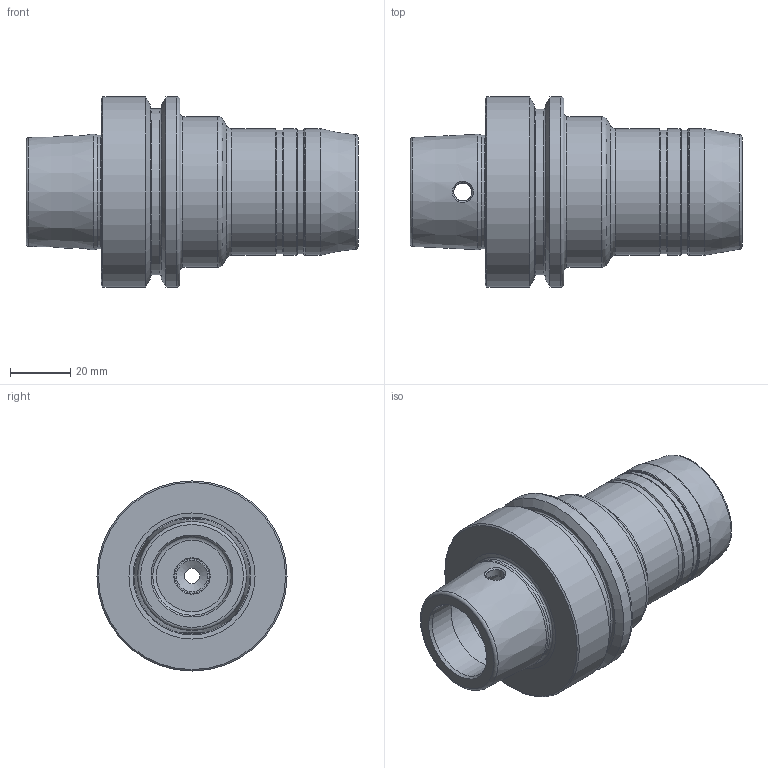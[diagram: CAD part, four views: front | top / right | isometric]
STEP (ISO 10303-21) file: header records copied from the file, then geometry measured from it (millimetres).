
FILE_DESCRIPTION(/* description */ (''),/* implementation_level */ '2;1');
FILE_NAME(/* name */ '160750.stp',/* time_stamp */ '2021-06-28T15:50:25+09:00',/* author */ ('eos'),/* organization */ (''),/* preprocessor_version */ 'ST-DEVELOPER v18.1',/* originating_system */ 'Autodesk Inventor 2020',/* authorisation */ '');
FILE_SCHEMA (('AUTOMOTIVE_DESIGN { 1 0 10303 214 3 1 1 }'));
Length unit declared in the file: millimetre
Products named in the file (1): HSK63A
Bounding box: 110 x 63 x 63 mm (x, y, z)
Volume: 154671.9 mm3; surface area: 29239.5 mm2
Topology: 1 solids, 1 shells, 65 faces, 217 edges, 160 vertices
Faces by surface type: cylinder 19, torus 19, cone 15, plane 10, bspline 2
Full cylindrical faces by diameter (mm): 5 x1, 6 x2, 12 x1, 19.05 x1, 19.4 x1, 26 x1, 26.6 x1, 32 x1, 37.651 x1, 41 x2, 42 x3, 50 x1, 55 x1, 63 x2
Entity records: 2943 total; most frequent: CARTESIAN_POINT 801, DIRECTION 504, ORIENTED_EDGE 438, AXIS2_PLACEMENT_3D 233, EDGE_CURVE 219, CIRCLE 169, VERTEX_POINT 162, EDGE_LOOP 77
